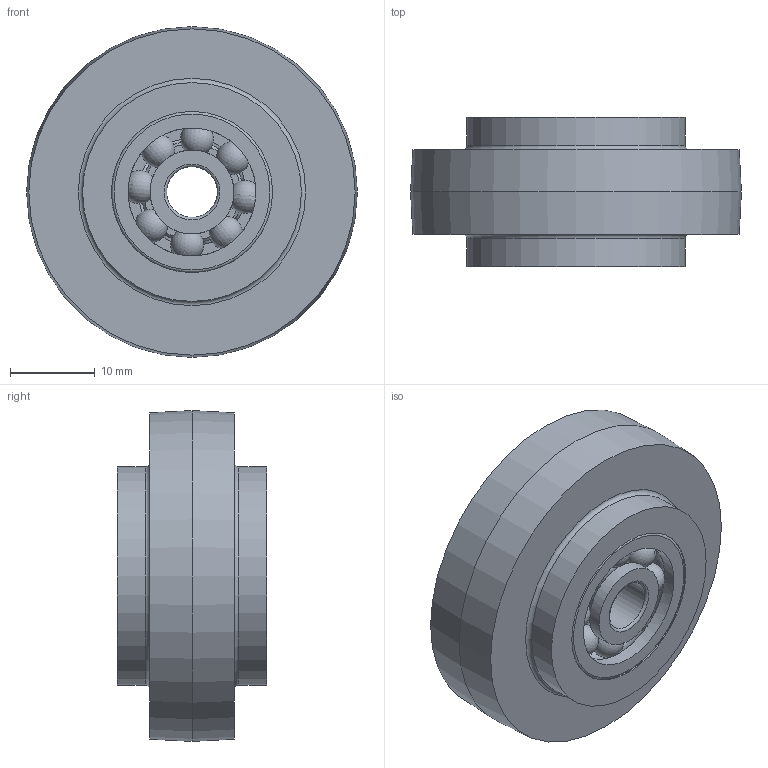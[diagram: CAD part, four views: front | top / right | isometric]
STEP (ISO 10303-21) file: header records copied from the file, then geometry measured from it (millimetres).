
FILE_DESCRIPTION(/* description */ ('STEP AP214'),/* implementation_level */ '2;1');
FILE_NAME(/* name */ '81601_KriTec_Rolle_10_PA_Ø_39.stp',/* time_stamp */ '2021-05-20T14:13:04+02:00',/* author */ ('Nell'),/* organization */ (''),/* preprocessor_version */ 'ST-DEVELOPER v17',/* originating_system */ 'Autodesk Inventor 2018',/* authorisation */ '');
FILE_SCHEMA (('AUTOMOTIVE_DESIGN { 1 0 10303 214 3 1 1 }'));
Length unit declared in the file: millimetre
Products named in the file (5): 81601_KriTec_Rolle_10_PA_Ø_39; 81601_2; 81601_4; 81601_1; 81601_3
Assembly tree (5 placements, depth 3):
  81601_KriTec_Rolle_10_PA_Ø_39
    81601_2  x2
      81601_4
    81601_1
    81601_3
Bounding box: 39 x 17.6 x 39 mm (x, y, z)
Volume: 13786.2 mm3; surface area: 8389.5 mm2
Topology: 4 solids, 4 shells, 99 faces, 425 edges, 294 vertices
Faces by surface type: torus 42, cylinder 19, sphere 16, plane 16, cone 6
Full cylindrical faces by diameter (mm): 6 x2, 6.3 x1, 9.9 x4, 12 x1, 12.7 x1, 15.1 x4, 19 x4, 25.8 x2
Entity records: 4125 total; most frequent: CARTESIAN_POINT 1992, ORIENTED_EDGE 454, DIRECTION 409, EDGE_CURVE 227, AXIS2_PLACEMENT_3D 195, VERTEX_POINT 170, CIRCLE 124, B_SPLINE_CURVE_WITH_KNOTS 84
